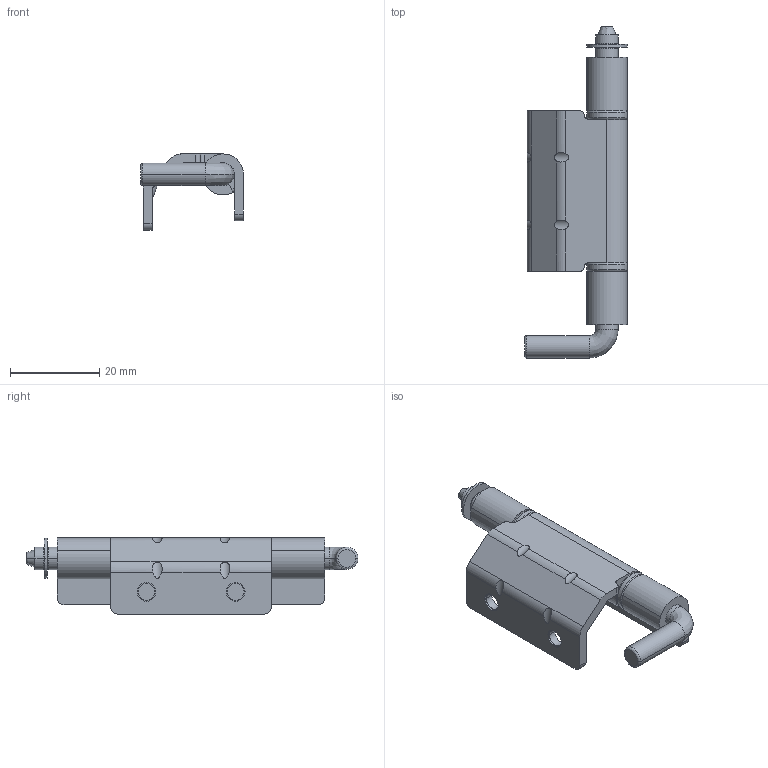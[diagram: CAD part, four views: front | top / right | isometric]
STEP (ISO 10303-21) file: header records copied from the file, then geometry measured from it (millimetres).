
FILE_DESCRIPTION(/* description */ (''),/* implementation_level */ '2;1');
FILE_NAME(/* name */ 'JL248-1A',/* time_stamp */ '2024-11-02T11:47:17+08:00',/* author */ (''),/* organization */ (''),/* preprocessor_version */ 'ST-DEVELOPER v19.2',/* originating_system */ 'Rhino 8.5',/* authorisation */ '');
FILE_SCHEMA (('CONFIG_CONTROL_DESIGN'));
Length unit declared in the file: millimetre
Products named in the file (1): Document
Bounding box: 23.1 x 74.5 x 17.1 mm (x, y, z)
Volume: 7156.7 mm3; surface area: 7777 mm2
Topology: 6 solids, 6 shells, 115 faces, 276 edges, 178 vertices
Faces by surface type: cylinder 56, plane 37, bspline 22
Entity records: 4329 total; most frequent: CARTESIAN_POINT 1861, ORIENTED_EDGE 552, DIRECTION 333, EDGE_CURVE 276, AXIS2_PLACEMENT_3D 213, VERTEX_POINT 178, B_SPLINE_CURVE_WITH_KNOTS 128, EDGE_LOOP 124
